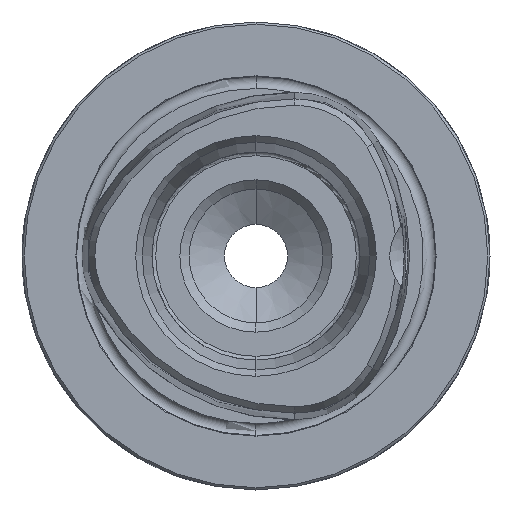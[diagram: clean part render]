
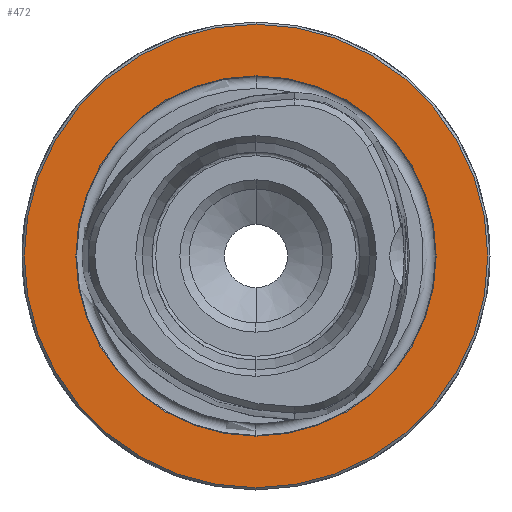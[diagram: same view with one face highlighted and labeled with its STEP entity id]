
A CAD part, left-side view. The second image highlights one B-rep face of the part: STEP entity #472.
In plain terms, the highlighted planar face has unit normal (-1, 0, 0).
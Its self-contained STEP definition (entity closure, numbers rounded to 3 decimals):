
#135 = DIRECTION ( 'NONE',  ( 0., 0., 1. ) ) ;
#210 = DIRECTION ( 'NONE',  ( 1., 0., 0. ) ) ;
#459 = EDGE_LOOP ( 'NONE', ( #4788, #3524 ) ) ;
#472 = ADVANCED_FACE ( 'NONE', ( #953, #530 ), #2462, .F. ) ;
#530 = FACE_OUTER_BOUND ( 'NONE', #459, .T. ) ;
#724 = DIRECTION ( 'NONE',  ( -1., 0., 0. ) ) ;
#839 = CIRCLE ( 'NONE', #4155, 24.25 ) ;
#889 = CIRCLE ( 'NONE', #4762, 31.2 ) ;
#953 = FACE_BOUND ( 'NONE', #2643, .T. ) ;
#1055 = DIRECTION ( 'NONE',  ( 0., 0., 1. ) ) ;
#1197 = EDGE_CURVE ( 'NONE', #1240, #1757, #839, .T. ) ;
#1240 = VERTEX_POINT ( 'NONE', #4209 ) ;
#1421 = AXIS2_PLACEMENT_3D ( 'NONE', #3363, #724, #4054 ) ;
#1550 = DIRECTION ( 'NONE',  ( 0., 0., 1. ) ) ;
#1621 = DIRECTION ( 'NONE',  ( -1., 0., 0. ) ) ;
#1757 = VERTEX_POINT ( 'NONE', #2503 ) ;
#1774 = CARTESIAN_POINT ( 'NONE',  ( 0., 0., -31.2 ) ) ;
#1904 = CARTESIAN_POINT ( 'NONE',  ( 0., 0., 0. ) ) ;
#2331 = DIRECTION ( 'NONE',  ( 0., 0., -1. ) ) ;
#2410 = CARTESIAN_POINT ( 'NONE',  ( 0., 0., 0. ) ) ;
#2462 = PLANE ( 'NONE',  #2484 ) ;
#2484 = AXIS2_PLACEMENT_3D ( 'NONE', #2787, #210, #2331 ) ;
#2503 = CARTESIAN_POINT ( 'NONE',  ( 0., 0., 24.25 ) ) ;
#2544 = VERTEX_POINT ( 'NONE', #1774 ) ;
#2609 = ORIENTED_EDGE ( 'NONE', *, *, #1197, .F. ) ;
#2643 = EDGE_LOOP ( 'NONE', ( #3559, #2609 ) ) ;
#2787 = CARTESIAN_POINT ( 'NONE',  ( 0., 24.25, 0. ) ) ;
#2860 = AXIS2_PLACEMENT_3D ( 'NONE', #2410, #1621, #1550 ) ;
#2978 = EDGE_CURVE ( 'NONE', #2544, #4562, #4902, .T. ) ;
#3363 = CARTESIAN_POINT ( 'NONE',  ( 0., 0., 0. ) ) ;
#3424 = DIRECTION ( 'NONE',  ( -1., 0., 0. ) ) ;
#3524 = ORIENTED_EDGE ( 'NONE', *, *, #4832, .T. ) ;
#3550 = CARTESIAN_POINT ( 'NONE',  ( 0., 0., 0. ) ) ;
#3559 = ORIENTED_EDGE ( 'NONE', *, *, #3875, .F. ) ;
#3699 = CARTESIAN_POINT ( 'NONE',  ( 0., 0., 31.2 ) ) ;
#3875 = EDGE_CURVE ( 'NONE', #1757, #1240, #4364, .T. ) ;
#3895 = DIRECTION ( 'NONE',  ( -1., 0., 0. ) ) ;
#4054 = DIRECTION ( 'NONE',  ( 0., 0., 1. ) ) ;
#4155 = AXIS2_PLACEMENT_3D ( 'NONE', #1904, #3424, #1055 ) ;
#4209 = CARTESIAN_POINT ( 'NONE',  ( 0., 0., -24.25 ) ) ;
#4364 = CIRCLE ( 'NONE', #2860, 24.25 ) ;
#4562 = VERTEX_POINT ( 'NONE', #3699 ) ;
#4762 = AXIS2_PLACEMENT_3D ( 'NONE', #3550, #3895, #135 ) ;
#4788 = ORIENTED_EDGE ( 'NONE', *, *, #2978, .T. ) ;
#4832 = EDGE_CURVE ( 'NONE', #4562, #2544, #889, .T. ) ;
#4902 = CIRCLE ( 'NONE', #1421, 31.2 ) ;
